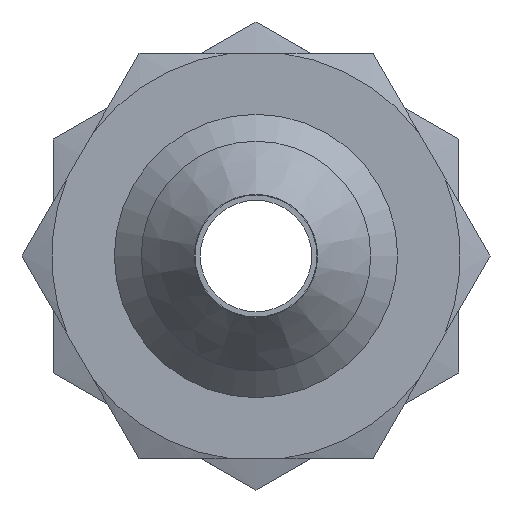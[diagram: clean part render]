
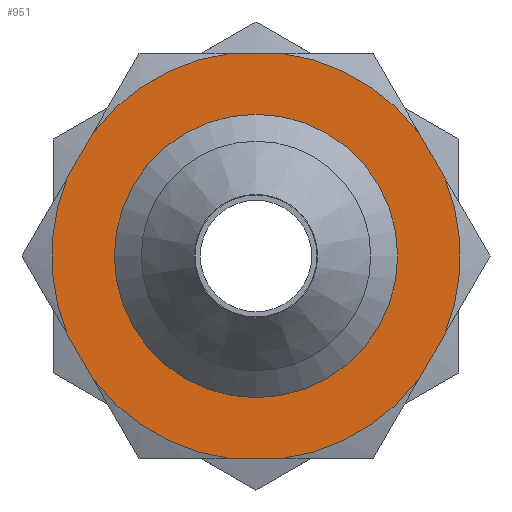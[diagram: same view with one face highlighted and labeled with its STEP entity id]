
A CAD part, left-side view. The second image highlights one B-rep face of the part: STEP entity #951.
In plain terms, the highlighted planar face has unit normal (-1, 0, 0).
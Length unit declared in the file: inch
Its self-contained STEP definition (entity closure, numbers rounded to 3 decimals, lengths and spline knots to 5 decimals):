
#96=LINE('',#1583,#120);
#99=LINE('',#1587,#123);
#101=LINE('',#1590,#125);
#103=LINE('',#1593,#127);
#105=LINE('',#1596,#129);
#106=LINE('',#1598,#130);
#120=VECTOR('',#1236,0.07921);
#123=VECTOR('',#1241,0.07921);
#125=VECTOR('',#1245,0.07921);
#127=VECTOR('',#1249,0.07921);
#129=VECTOR('',#1253,0.07921);
#130=VECTOR('',#1256,0.07921);
#146=PLANE('',#1050);
#207=FACE_BOUND('',#340,.T.);
#256=FACE_OUTER_BOUND('',#339,.T.);
#339=EDGE_LOOP('',(#787,#788,#789,#790,#791,#792,#793,#794,#795,#796,#797,
#798));
#340=EDGE_LOOP('',(#799));
#410=CIRCLE('',#1025,0.1805);
#411=CIRCLE('',#1033,0.315);
#412=CIRCLE('',#1035,0.315);
#413=CIRCLE('',#1037,0.315);
#414=CIRCLE('',#1039,0.315);
#415=CIRCLE('',#1041,0.315);
#416=CIRCLE('',#1043,0.315);
#471=VERTEX_POINT('',#1465);
#479=VERTEX_POINT('',#1517);
#480=VERTEX_POINT('',#1521);
#481=VERTEX_POINT('',#1527);
#483=VERTEX_POINT('',#1532);
#484=VERTEX_POINT('',#1538);
#486=VERTEX_POINT('',#1543);
#487=VERTEX_POINT('',#1549);
#489=VERTEX_POINT('',#1554);
#490=VERTEX_POINT('',#1560);
#492=VERTEX_POINT('',#1565);
#493=VERTEX_POINT('',#1571);
#495=VERTEX_POINT('',#1576);
#561=EDGE_CURVE('',#471,#471,#410,.T.);
#576=EDGE_CURVE('',#479,#480,#411,.T.);
#578=EDGE_CURVE('',#483,#481,#412,.T.);
#581=EDGE_CURVE('',#486,#484,#413,.T.);
#584=EDGE_CURVE('',#489,#487,#414,.T.);
#587=EDGE_CURVE('',#492,#490,#415,.T.);
#590=EDGE_CURVE('',#495,#493,#416,.T.);
#593=EDGE_CURVE('',#481,#479,#96,.T.);
#596=EDGE_CURVE('',#480,#495,#99,.T.);
#598=EDGE_CURVE('',#493,#492,#101,.T.);
#600=EDGE_CURVE('',#490,#489,#103,.T.);
#602=EDGE_CURVE('',#487,#486,#105,.T.);
#603=EDGE_CURVE('',#484,#483,#106,.T.);
#787=ORIENTED_EDGE('',*,*,#590,.T.);
#788=ORIENTED_EDGE('',*,*,#598,.T.);
#789=ORIENTED_EDGE('',*,*,#587,.T.);
#790=ORIENTED_EDGE('',*,*,#600,.T.);
#791=ORIENTED_EDGE('',*,*,#584,.T.);
#792=ORIENTED_EDGE('',*,*,#602,.T.);
#793=ORIENTED_EDGE('',*,*,#581,.T.);
#794=ORIENTED_EDGE('',*,*,#603,.T.);
#795=ORIENTED_EDGE('',*,*,#578,.T.);
#796=ORIENTED_EDGE('',*,*,#593,.T.);
#797=ORIENTED_EDGE('',*,*,#576,.T.);
#798=ORIENTED_EDGE('',*,*,#596,.T.);
#799=ORIENTED_EDGE('',*,*,#561,.F.);
#951=ADVANCED_FACE('',(#256,#207),#146,.F.);
#1025=AXIS2_PLACEMENT_3D('',#1466,#1195,#1196);
#1033=AXIS2_PLACEMENT_3D('',#1525,#1211,#1212);
#1035=AXIS2_PLACEMENT_3D('',#1533,#1215,#1216);
#1037=AXIS2_PLACEMENT_3D('',#1544,#1219,#1220);
#1039=AXIS2_PLACEMENT_3D('',#1555,#1223,#1224);
#1041=AXIS2_PLACEMENT_3D('',#1566,#1227,#1228);
#1043=AXIS2_PLACEMENT_3D('',#1577,#1231,#1232);
#1050=AXIS2_PLACEMENT_3D('',#1599,#1257,#1258);
#1195=DIRECTION('center_axis',(-1.,0.,0.));
#1196=DIRECTION('ref_axis',(0.,0.,-1.));
#1211=DIRECTION('center_axis',(-1.,0.,0.));
#1212=DIRECTION('ref_axis',(0.,1.,0.));
#1215=DIRECTION('center_axis',(-1.,0.,0.));
#1216=DIRECTION('ref_axis',(0.,1.,0.));
#1219=DIRECTION('center_axis',(-1.,0.,0.));
#1220=DIRECTION('ref_axis',(0.,1.,0.));
#1223=DIRECTION('center_axis',(-1.,0.,0.));
#1224=DIRECTION('ref_axis',(0.,1.,0.));
#1227=DIRECTION('center_axis',(-1.,0.,0.));
#1228=DIRECTION('ref_axis',(0.,1.,0.));
#1231=DIRECTION('center_axis',(-1.,0.,0.));
#1232=DIRECTION('ref_axis',(0.,1.,0.));
#1236=DIRECTION('',(0.,-0.5,-0.866));
#1241=DIRECTION('',(0.,-1.,0.));
#1245=DIRECTION('',(0.,-0.5,0.866));
#1249=DIRECTION('',(0.,0.5,0.866));
#1253=DIRECTION('',(0.,1.,0.));
#1256=DIRECTION('',(0.,0.5,-0.866));
#1257=DIRECTION('center_axis',(1.,0.,0.));
#1258=DIRECTION('ref_axis',(0.,0.,-1.));
#1465=CARTESIAN_POINT('',(0.,0.,0.1805));
#1466=CARTESIAN_POINT('Origin',(0.,0.,0.));
#1517=CARTESIAN_POINT('',(0.,0.25083,-0.19055));
#1521=CARTESIAN_POINT('',(0.,0.03961,-0.3125));
#1525=CARTESIAN_POINT('Origin',(0.,0.,0.));
#1527=CARTESIAN_POINT('',(0.,0.29044,-0.12195));
#1532=CARTESIAN_POINT('',(0.,0.29044,0.12195));
#1533=CARTESIAN_POINT('Origin',(0.,0.,0.));
#1538=CARTESIAN_POINT('',(0.,0.25083,0.19055));
#1543=CARTESIAN_POINT('',(0.,0.03961,0.3125));
#1544=CARTESIAN_POINT('Origin',(0.,0.,0.));
#1549=CARTESIAN_POINT('',(0.,-0.03961,0.3125));
#1554=CARTESIAN_POINT('',(0.,-0.25083,0.19055));
#1555=CARTESIAN_POINT('Origin',(0.,0.,0.));
#1560=CARTESIAN_POINT('',(0.,-0.29044,0.12195));
#1565=CARTESIAN_POINT('',(0.,-0.29044,-0.12195));
#1566=CARTESIAN_POINT('Origin',(0.,0.,0.));
#1571=CARTESIAN_POINT('',(0.,-0.25083,-0.19055));
#1576=CARTESIAN_POINT('',(0.,-0.03961,-0.3125));
#1577=CARTESIAN_POINT('Origin',(0.,0.,0.));
#1583=CARTESIAN_POINT('',(0.,0.36084,0.));
#1587=CARTESIAN_POINT('',(0.,0.18042,-0.3125));
#1590=CARTESIAN_POINT('',(0.,-0.18042,-0.3125));
#1593=CARTESIAN_POINT('',(0.,-0.36084,0.));
#1596=CARTESIAN_POINT('',(0.,-0.18042,0.3125));
#1598=CARTESIAN_POINT('',(0.,0.18042,0.3125));
#1599=CARTESIAN_POINT('Origin',(0.,0.,0.));
